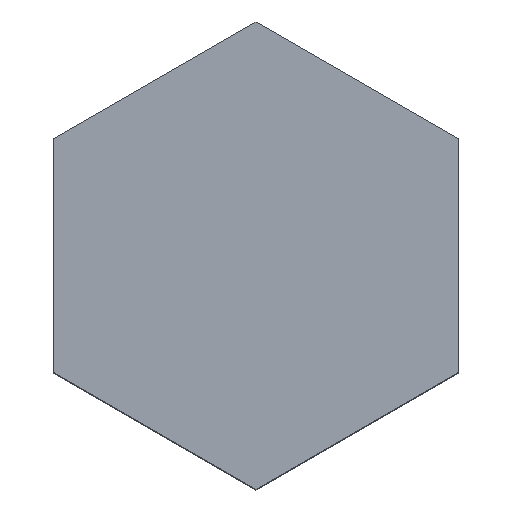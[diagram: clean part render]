
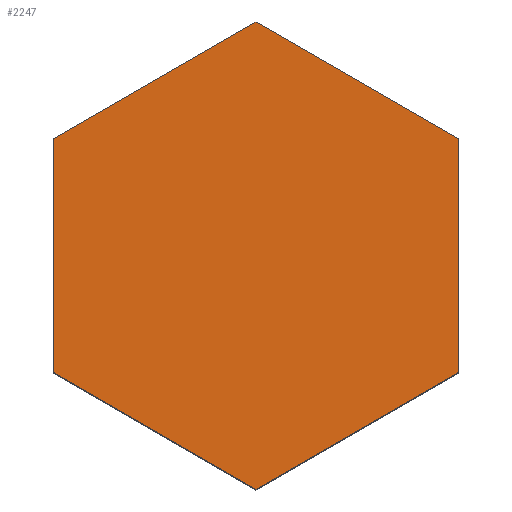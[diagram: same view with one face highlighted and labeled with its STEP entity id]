
A CAD part, top view. The second image highlights one B-rep face of the part: STEP entity #2247.
In plain terms, the highlighted planar face has unit normal (0, 0, 1).
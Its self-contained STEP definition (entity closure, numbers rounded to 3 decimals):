
#41=PLANE('',#2390);
#165=FACE_OUTER_BOUND('',#287,.T.);
#287=EDGE_LOOP('',(#2015,#2016,#2017,#2018,#2019,#2020));
#620=LINE('',#14633,#751);
#623=LINE('',#14639,#754);
#626=LINE('',#14645,#757);
#629=LINE('',#14651,#760);
#632=LINE('',#14657,#763);
#635=LINE('',#14661,#766);
#751=VECTOR('',#2751,10.);
#754=VECTOR('',#2756,10.);
#757=VECTOR('',#2761,10.);
#760=VECTOR('',#2766,10.);
#763=VECTOR('',#2771,10.);
#766=VECTOR('',#2776,10.);
#987=VERTEX_POINT('',#14630);
#988=VERTEX_POINT('',#14632);
#990=VERTEX_POINT('',#14638);
#992=VERTEX_POINT('',#14644);
#994=VERTEX_POINT('',#14650);
#996=VERTEX_POINT('',#14656);
#1326=EDGE_CURVE('',#988,#987,#620,.T.);
#1329=EDGE_CURVE('',#990,#988,#623,.T.);
#1332=EDGE_CURVE('',#992,#990,#626,.T.);
#1335=EDGE_CURVE('',#994,#992,#629,.T.);
#1338=EDGE_CURVE('',#996,#994,#632,.T.);
#1341=EDGE_CURVE('',#987,#996,#635,.T.);
#2015=ORIENTED_EDGE('',*,*,#1341,.T.);
#2016=ORIENTED_EDGE('',*,*,#1338,.T.);
#2017=ORIENTED_EDGE('',*,*,#1335,.T.);
#2018=ORIENTED_EDGE('',*,*,#1332,.T.);
#2019=ORIENTED_EDGE('',*,*,#1329,.T.);
#2020=ORIENTED_EDGE('',*,*,#1326,.T.);
#2247=ADVANCED_FACE('',(#165),#41,.T.);
#2390=AXIS2_PLACEMENT_3D('',#14662,#2777,#2778);
#2751=DIRECTION('',(0.866,0.5,0.));
#2756=DIRECTION('',(0.866,-0.5,0.));
#2761=DIRECTION('',(0.,-1.,0.));
#2766=DIRECTION('',(-0.866,-0.5,0.));
#2771=DIRECTION('',(-0.866,0.5,0.));
#2776=DIRECTION('',(0.,1.,0.));
#2777=DIRECTION('center_axis',(0.,0.,1.));
#2778=DIRECTION('ref_axis',(-1.,0.,0.));
#14630=CARTESIAN_POINT('',(50.,-28.868,110.));
#14632=CARTESIAN_POINT('',(0.,-57.735,110.));
#14633=CARTESIAN_POINT('',(0.,-57.735,110.));
#14638=CARTESIAN_POINT('',(-50.,-28.868,110.));
#14639=CARTESIAN_POINT('',(-50.,-28.868,110.));
#14644=CARTESIAN_POINT('',(-50.,28.868,110.));
#14645=CARTESIAN_POINT('',(-50.,28.868,110.));
#14650=CARTESIAN_POINT('',(0.,57.735,110.));
#14651=CARTESIAN_POINT('',(0.,57.735,110.));
#14656=CARTESIAN_POINT('',(50.,28.868,110.));
#14657=CARTESIAN_POINT('',(50.,28.868,110.));
#14661=CARTESIAN_POINT('',(50.,-28.868,110.));
#14662=CARTESIAN_POINT('Origin',(0.,0.,110.));
